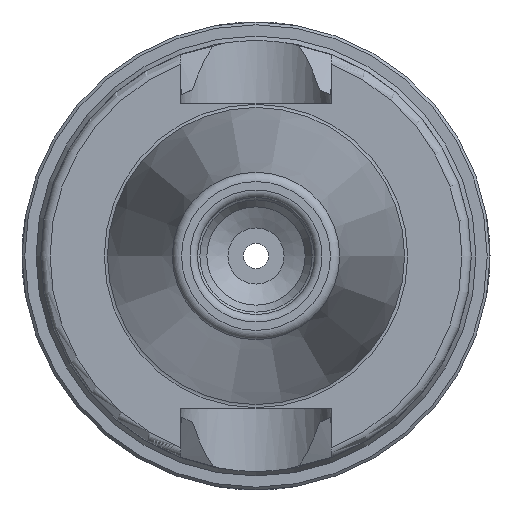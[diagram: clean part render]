
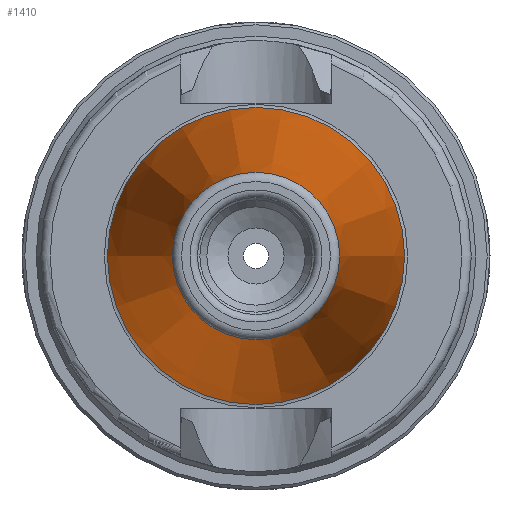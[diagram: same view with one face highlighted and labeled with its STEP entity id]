
A CAD part, left-side view. The second image highlights one B-rep face of the part: STEP entity #1410.
In plain terms, the highlighted conical face has half-angle 8.297 degrees and reference radius 12.408 mm.
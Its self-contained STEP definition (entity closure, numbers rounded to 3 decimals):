
#1383=CARTESIAN_POINT('',(-23.772,0.,0.0));
#1384=DIRECTION('',(1.0,0.,0.0));
#1385=DIRECTION('',(0.,1.0,0.0));
#1386=AXIS2_PLACEMENT_3D('',#1383,#1384,#1385);
#1387=CONICAL_SURFACE('',#1386,12.408,8.297);
#1388=CARTESIAN_POINT('',(0.,15.875,0.0));
#1389=VERTEX_POINT('',#1388);
#1390=CARTESIAN_POINT('',(0.,0.,0.0));
#1391=DIRECTION('',(1.0,0.,0.0));
#1392=DIRECTION('',(0.,1.0,0.0));
#1393=AXIS2_PLACEMENT_3D('',#1390,#1391,#1392);
#1394=CIRCLE('',#1393,15.875);
#1395=EDGE_CURVE('',#1389,#1389,#1394,.T.);
#1396=ORIENTED_EDGE('',*,*,#1395,.F.);
#1397=EDGE_LOOP('',(#1396));
#1398=FACE_OUTER_BOUND('',#1397,.T.);
#1399=CARTESIAN_POINT('',(-47.544,8.941,0.0));
#1400=VERTEX_POINT('',#1399);
#1401=CARTESIAN_POINT('',(-47.544,0.,0.0));
#1402=DIRECTION('',(1.0,0.,0.0));
#1403=DIRECTION('',(0.,1.0,0.0));
#1404=AXIS2_PLACEMENT_3D('',#1401,#1402,#1403);
#1405=CIRCLE('',#1404,8.941);
#1406=EDGE_CURVE('',#1400,#1400,#1405,.T.);
#1407=ORIENTED_EDGE('',*,*,#1406,.T.);
#1408=EDGE_LOOP('',(#1407));
#1409=FACE_BOUND('',#1408,.T.);
#1410=ADVANCED_FACE('',(#1398,#1409),#1387,.T.);
